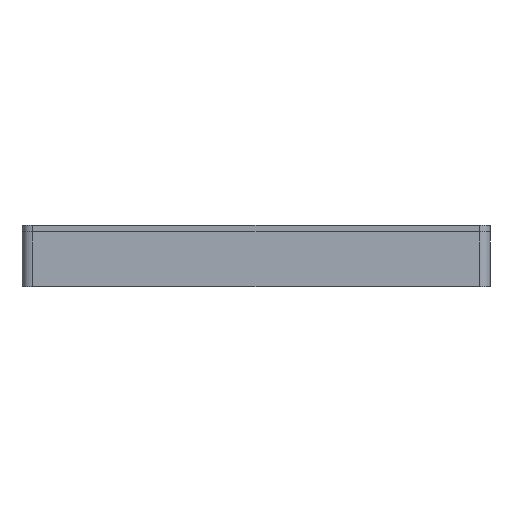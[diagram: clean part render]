
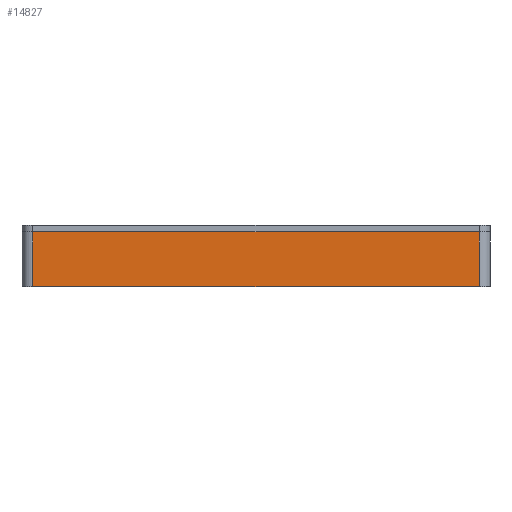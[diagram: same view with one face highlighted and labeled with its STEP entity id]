
A CAD part, front view. The second image highlights one B-rep face of the part: STEP entity #14827.
In plain terms, the highlighted planar face has unit normal (0, -1, 0).
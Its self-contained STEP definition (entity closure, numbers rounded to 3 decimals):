
#2391=FACE_OUTER_BOUND('',#3793,.T.);
#3793=EDGE_LOOP('',(#12430,#12431,#12432,#12433));
#4635=LINE('',#22956,#5906);
#4649=LINE('',#22995,#5920);
#4650=LINE('',#22998,#5921);
#4651=LINE('',#22999,#5922);
#5906=VECTOR('',#19188,10.);
#5920=VECTOR('',#19228,10.);
#5921=VECTOR('',#19231,10.);
#5922=VECTOR('',#19232,10.);
#7522=VERTEX_POINT('',#22953);
#7523=VERTEX_POINT('',#22955);
#7535=VERTEX_POINT('',#22993);
#7536=VERTEX_POINT('',#22997);
#9243=EDGE_CURVE('',#7522,#7523,#4635,.T.);
#9263=EDGE_CURVE('',#7535,#7523,#4649,.T.);
#9264=EDGE_CURVE('',#7536,#7535,#4650,.T.);
#9265=EDGE_CURVE('',#7536,#7522,#4651,.T.);
#12430=ORIENTED_EDGE('',*,*,#9264,.T.);
#12431=ORIENTED_EDGE('',*,*,#9263,.T.);
#12432=ORIENTED_EDGE('',*,*,#9243,.F.);
#12433=ORIENTED_EDGE('',*,*,#9265,.F.);
#14156=PLANE('',#16251);
#14827=ADVANCED_FACE('',(#2391),#14156,.T.);
#16251=AXIS2_PLACEMENT_3D('',#22996,#19229,#19230);
#19188=DIRECTION('',(1.,0.,0.));
#19228=DIRECTION('',(0.,0.,1.));
#19229=DIRECTION('center_axis',(0.,-1.,0.));
#19230=DIRECTION('ref_axis',(1.,0.,0.));
#19231=DIRECTION('',(1.,0.,0.));
#19232=DIRECTION('',(0.,0.,1.));
#22953=CARTESIAN_POINT('',(-5.,-10.,25.));
#22955=CARTESIAN_POINT('',(198.,-10.,25.));
#22956=CARTESIAN_POINT('',(-10.,-10.,25.));
#22993=CARTESIAN_POINT('',(198.,-10.,0.));
#22995=CARTESIAN_POINT('',(198.,-10.,0.));
#22996=CARTESIAN_POINT('Origin',(-5.,-10.,0.));
#22997=CARTESIAN_POINT('',(-5.,-10.,0.));
#22998=CARTESIAN_POINT('',(-10.,-10.,0.));
#22999=CARTESIAN_POINT('',(-5.,-10.,0.));
